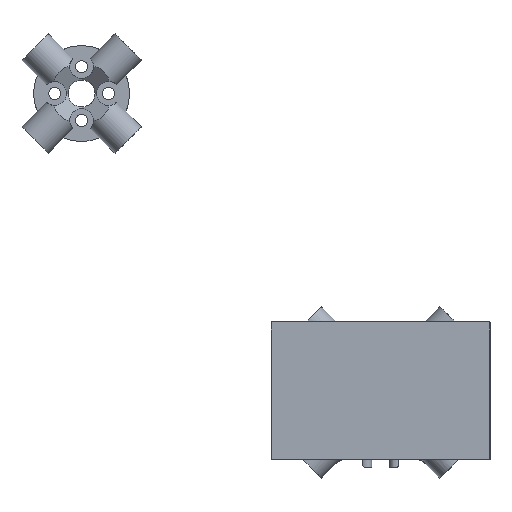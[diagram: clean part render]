
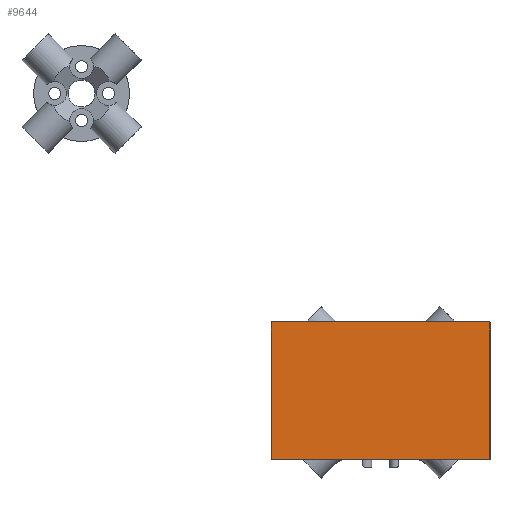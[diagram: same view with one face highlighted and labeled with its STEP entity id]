
A CAD part, top view. The second image highlights one B-rep face of the part: STEP entity #9644.
In plain terms, the highlighted face is planar.
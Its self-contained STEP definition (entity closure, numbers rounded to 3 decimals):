
#1513=FACE_OUTER_BOUND('',#2059,.T.);
#2059=EDGE_LOOP('',(#7881,#7882,#7883,#7884));
#2782=LINE('',#18050,#3541);
#2802=LINE('',#18090,#3561);
#2804=LINE('',#18093,#3563);
#2805=LINE('',#18095,#3564);
#3541=VECTOR('',#12759,10.);
#3561=VECTOR('',#12793,10.);
#3563=VECTOR('',#12797,10.);
#3564=VECTOR('',#12800,10.);
#4342=VERTEX_POINT('',#18047);
#4343=VERTEX_POINT('',#18049);
#4355=VERTEX_POINT('',#18087);
#4356=VERTEX_POINT('',#18089);
#5571=EDGE_CURVE('',#4342,#4343,#2782,.F.);
#5591=EDGE_CURVE('',#4355,#4356,#2802,.T.);
#5593=EDGE_CURVE('',#4343,#4355,#2804,.T.);
#5594=EDGE_CURVE('',#4342,#4356,#2805,.T.);
#7881=ORIENTED_EDGE('',*,*,#5593,.F.);
#7882=ORIENTED_EDGE('',*,*,#5571,.F.);
#7883=ORIENTED_EDGE('',*,*,#5594,.T.);
#7884=ORIENTED_EDGE('',*,*,#5591,.F.);
#9217=PLANE('',#10536);
#9644=ADVANCED_FACE('',(#1513),#9217,.T.);
#10536=AXIS2_PLACEMENT_3D('',#18094,#12798,#12799);
#12759=DIRECTION('',(-1.,0.,0.));
#12793=DIRECTION('',(-1.,0.,0.));
#12797=DIRECTION('',(0.,1.,0.));
#12798=DIRECTION('center_axis',(0.,0.,-1.));
#12799=DIRECTION('ref_axis',(1.,0.,0.));
#12800=DIRECTION('',(0.,1.,0.));
#18047=CARTESIAN_POINT('',(-18.3,-11.25,-18.121));
#18049=CARTESIAN_POINT('',(18.3,-11.25,-18.121));
#18050=CARTESIAN_POINT('',(-8.9,-11.25,-18.121));
#18087=CARTESIAN_POINT('',(18.3,11.75,-18.121));
#18089=CARTESIAN_POINT('',(-18.3,11.75,-18.121));
#18090=CARTESIAN_POINT('',(-8.9,11.75,-18.121));
#18093=CARTESIAN_POINT('',(18.3,0.,-18.121));
#18094=CARTESIAN_POINT('Origin',(-17.8,0.,-18.121));
#18095=CARTESIAN_POINT('',(-18.3,0.,-18.121));
